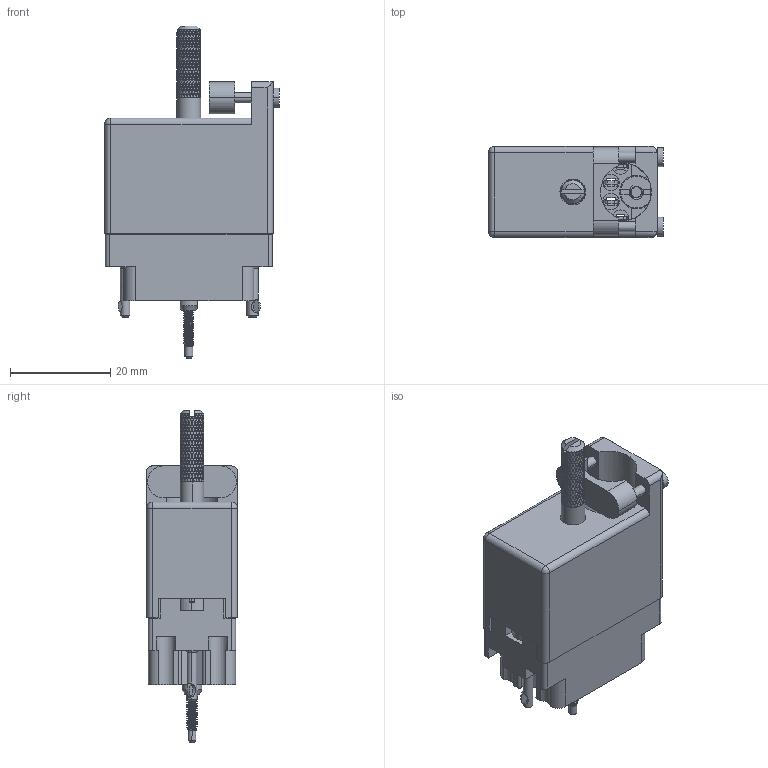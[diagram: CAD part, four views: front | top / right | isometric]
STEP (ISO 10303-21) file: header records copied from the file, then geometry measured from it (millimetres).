
FILE_DESCRIPTION (( 'STEP AP203' ), '1' );
FILE_NAME ('516-020-501-511.STEP', '2020-09-07T01:40:03', ( '' ), ( '' ), 'SwSTEP 2.0', 'SolidWorks 2020', '' );
FILE_SCHEMA (( 'CONFIG_CONTROL_DESIGN' ));
Length unit declared in the file: inch
Products named in the file (13): 516-230-001_Plastic - 020 Top Entry; 516 Plug Insulator_020; 516-020-501-511; 516-253-025-100; Actuating Screw Assy 020; 516-252-021-102_020; 516-250-020-111; 516-292-001_501 Contact; 516-252-022-102; 516-251-025-100; 516-222-020-102_020; 516-222-020-102_021; 516-250-021-102
Assembly tree (32 placements, depth 3):
  516-020-501-511
    516 Plug Insulator_020
    516-292-001_501 Contact  x20
    516-230-001_Plastic - 020 Top Entry
    516-252-021-102_020  x2
    516-222-020-102_020
    Actuating Screw Assy 020
      516-251-025-100
      516-250-021-102
      516-250-020-111
      516-253-025-100
      516-252-022-102
    516-222-020-102_021
Bounding box: 34.92 x 18.16 x 66.29 mm (x, y, z)
Volume: 10164 mm3; surface area: 18800.5 mm2
Topology: 31 solids, 31 shells, 4981 faces, 12174 edges, 7269 vertices
Faces by surface type: bspline 2178, plane 1404, cylinder 1335, cone 58, torus 4, sphere 2
Entity records: 193676 total; most frequent: CARTESIAN_POINT 135194, ORIENTED_EDGE 16260, EDGE_CURVE 8130, DIRECTION 6539, VERTEX_POINT 4587, EDGE_LOOP 3675, ADVANCED_FACE 3582, FACE_OUTER_BOUND 3582
